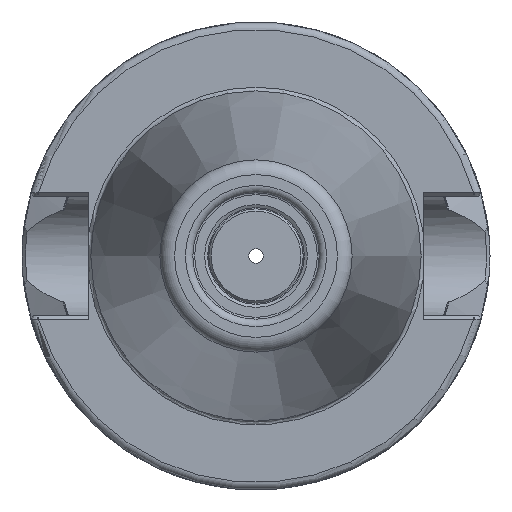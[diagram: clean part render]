
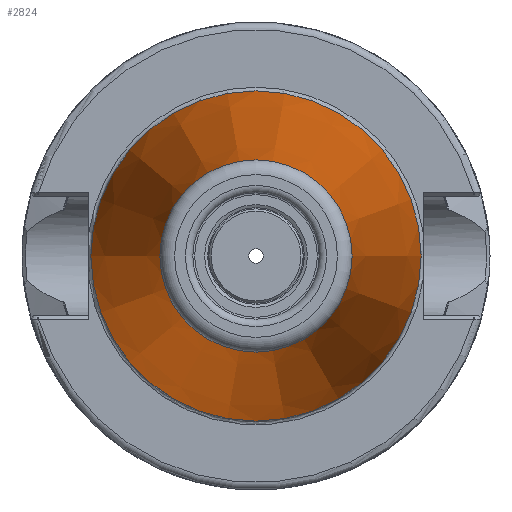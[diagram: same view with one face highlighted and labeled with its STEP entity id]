
A CAD part, left-side view. The second image highlights one B-rep face of the part: STEP entity #2824.
In plain terms, the highlighted conical face has half-angle 8.297 degrees and reference radius 17.581 mm.
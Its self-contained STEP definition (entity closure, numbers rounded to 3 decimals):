
#160=CONICAL_SURFACE('',#3098,17.581,0.145);
#354=FACE_OUTER_BOUND('',#521,.T.);
#521=EDGE_LOOP('',(#2273,#2274,#2275,#2276,#2277,#2278,#2279));
#688=LINE('',#5276,#820);
#820=VECTOR('',#3704,17.581);
#986=CIRCLE('',#3094,12.937);
#987=CIRCLE('',#3095,12.937);
#988=CIRCLE('',#3096,12.937);
#990=CIRCLE('',#3099,22.225);
#991=CIRCLE('',#3100,22.225);
#1264=VERTEX_POINT('',#5264);
#1265=VERTEX_POINT('',#5265);
#1266=VERTEX_POINT('',#5267);
#1267=VERTEX_POINT('',#5272);
#1268=VERTEX_POINT('',#5273);
#1631=EDGE_CURVE('',#1264,#1265,#986,.T.);
#1632=EDGE_CURVE('',#1266,#1264,#987,.T.);
#1633=EDGE_CURVE('',#1265,#1266,#988,.T.);
#1635=EDGE_CURVE('',#1267,#1268,#990,.T.);
#1636=EDGE_CURVE('',#1268,#1267,#991,.T.);
#1637=EDGE_CURVE('',#1268,#1266,#688,.T.);
#2273=ORIENTED_EDGE('',*,*,#1635,.F.);
#2274=ORIENTED_EDGE('',*,*,#1636,.F.);
#2275=ORIENTED_EDGE('',*,*,#1637,.T.);
#2276=ORIENTED_EDGE('',*,*,#1632,.T.);
#2277=ORIENTED_EDGE('',*,*,#1631,.T.);
#2278=ORIENTED_EDGE('',*,*,#1633,.T.);
#2279=ORIENTED_EDGE('',*,*,#1637,.F.);
#2824=ADVANCED_FACE('',(#354),#160,.T.);
#3094=AXIS2_PLACEMENT_3D('',#5266,#3690,#3691);
#3095=AXIS2_PLACEMENT_3D('',#5268,#3692,#3693);
#3096=AXIS2_PLACEMENT_3D('',#5269,#3694,#3695);
#3098=AXIS2_PLACEMENT_3D('',#5271,#3698,#3699);
#3099=AXIS2_PLACEMENT_3D('',#5274,#3700,#3701);
#3100=AXIS2_PLACEMENT_3D('',#5275,#3702,#3703);
#3690=DIRECTION('center_axis',(1.,0.,0.));
#3691=DIRECTION('ref_axis',(0.,0.,-1.));
#3692=DIRECTION('center_axis',(1.,0.,0.));
#3693=DIRECTION('ref_axis',(0.,0.,-1.));
#3694=DIRECTION('center_axis',(1.,0.,0.));
#3695=DIRECTION('ref_axis',(0.,0.,-1.));
#3698=DIRECTION('center_axis',(1.,0.,0.));
#3699=DIRECTION('ref_axis',(0.,1.,0.));
#3700=DIRECTION('center_axis',(1.,0.,0.));
#3701=DIRECTION('ref_axis',(0.,0.,-1.));
#3702=DIRECTION('center_axis',(1.,0.,0.));
#3703=DIRECTION('ref_axis',(0.,0.,-1.));
#3704=DIRECTION('',(-0.99,0.144,0.));
#5264=CARTESIAN_POINT('',(-63.689,12.937,0.));
#5265=CARTESIAN_POINT('',(-63.689,0.,12.937));
#5266=CARTESIAN_POINT('Origin',(-63.689,0.,
0.));
#5267=CARTESIAN_POINT('',(-63.689,-12.937,0.));
#5268=CARTESIAN_POINT('Origin',(-63.689,0.,
0.));
#5269=CARTESIAN_POINT('Origin',(-63.689,0.,
0.));
#5271=CARTESIAN_POINT('Origin',(-31.844,0.,
0.));
#5272=CARTESIAN_POINT('',(0.,22.225,0.));
#5273=CARTESIAN_POINT('',(0.,-22.225,0.));
#5274=CARTESIAN_POINT('Origin',(0.,0.,
0.));
#5275=CARTESIAN_POINT('Origin',(0.,0.,
0.));
#5276=CARTESIAN_POINT('',(-31.844,-17.581,0.));
